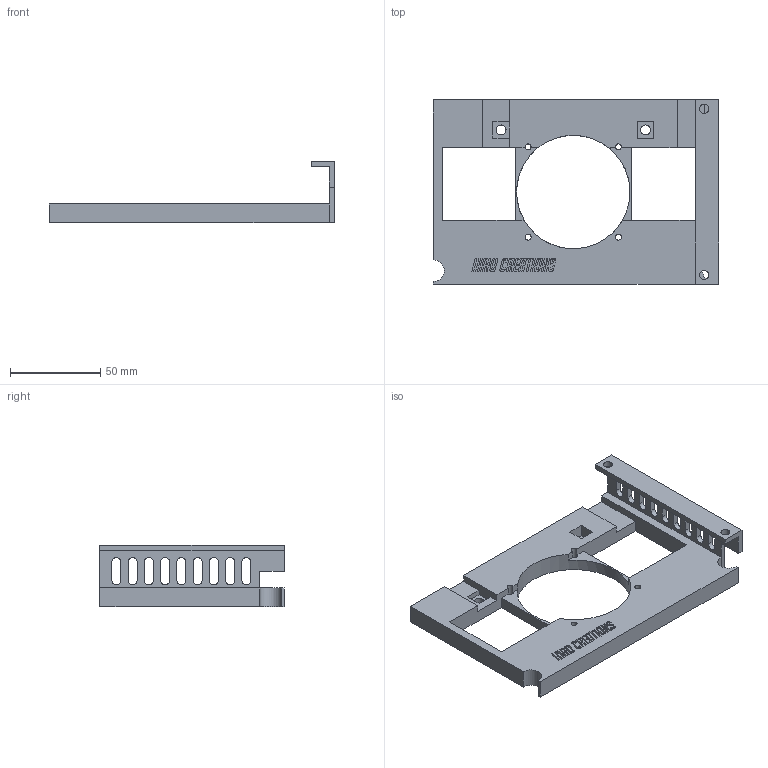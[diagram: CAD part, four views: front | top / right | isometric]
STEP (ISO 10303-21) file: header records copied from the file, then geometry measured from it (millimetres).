
FILE_DESCRIPTION(/* description */ (''),/* implementation_level */ '2;1');
FILE_NAME(/* name */ 'Photon Heatsink Mount v2.step',/* time_stamp */ '2021-12-28T21:21:14-08:00',/* author */ (''),/* organization */ (''),/* preprocessor_version */ 'ST-DEVELOPER v18.1',/* originating_system */ 'Autodesk Translation Framework v10.10.0.1391',/* authorisation */ '');
FILE_SCHEMA (('AUTOMOTIVE_DESIGN { 1 0 10303 214 3 1 1 }'));
Length unit declared in the file: millimetre
Products named in the file (1): Photon Heatsink Mount
Bounding box: 158 x 102 x 34.25 mm (x, y, z)
Volume: 102785.1 mm3; surface area: 38355.9 mm2
Topology: 1 solids, 1 shells, 297 faces, 846 edges, 565 vertices
Faces by surface type: plane 211, bspline 57, cylinder 29
Full cylindrical faces by diameter (mm): 3.3 x4, 5 x2, 5.5 x2, 62.8 x1
Entity records: 10213 total; most frequent: CARTESIAN_POINT 2678, ORIENTED_EDGE 1692, DIRECTION 1280, EDGE_CURVE 846, LINE 666, VECTOR 666, VERTEX_POINT 565, EDGE_LOOP 351
